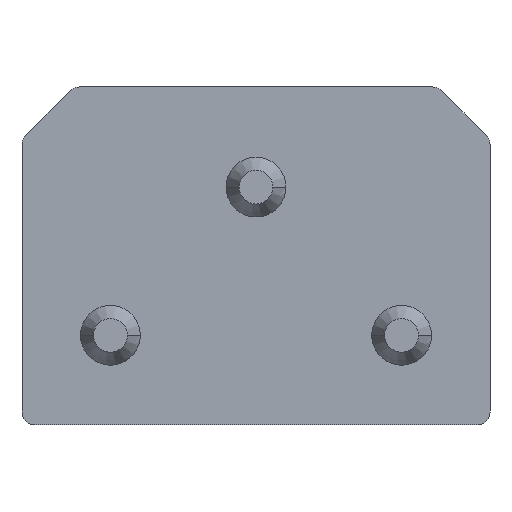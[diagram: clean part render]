
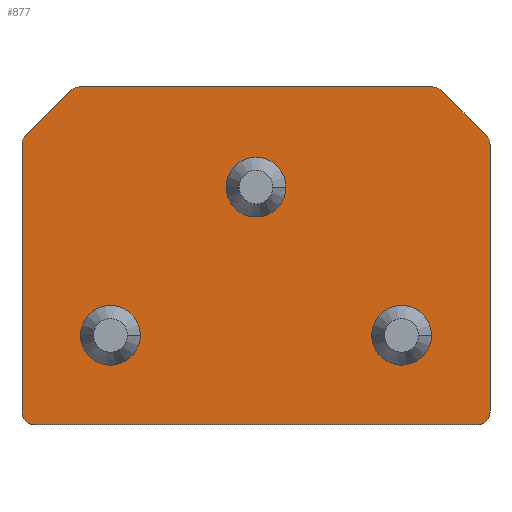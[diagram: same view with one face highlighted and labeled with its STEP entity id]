
A CAD part, front view. The second image highlights one B-rep face of the part: STEP entity #877.
In plain terms, the highlighted planar face has unit normal (0, -1, 0).
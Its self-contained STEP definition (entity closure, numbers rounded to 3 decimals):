
#5=DIRECTION('',(1.,0.,0.));
#6=VECTOR('',#5,17.);
#7=CARTESIAN_POINT('',(-8.5,-21.25,0.));
#8=LINE('',#7,#6);
#33=CARTESIAN_POINT('',(-5.6,-21.25,3.45));
#34=DIRECTION('',(0.,-1.,0.));
#35=DIRECTION('',(1.,0.,0.));
#36=AXIS2_PLACEMENT_3D('',#33,#34,#35);
#38=CARTESIAN_POINT('',(-5.6,-21.25,3.45));
#39=DIRECTION('',(0.,-1.,0.));
#40=DIRECTION('',(-1.,0.,0.));
#41=AXIS2_PLACEMENT_3D('',#38,#39,#40);
#43=CARTESIAN_POINT('',(5.6,-21.25,3.45));
#44=DIRECTION('',(0.,-1.,0.));
#45=DIRECTION('',(1.,0.,0.));
#46=AXIS2_PLACEMENT_3D('',#43,#44,#45);
#48=CARTESIAN_POINT('',(5.6,-21.25,3.45));
#49=DIRECTION('',(0.,-1.,0.));
#50=DIRECTION('',(-1.,0.,0.));
#51=AXIS2_PLACEMENT_3D('',#48,#49,#50);
#53=CARTESIAN_POINT('',(0.,-21.25,9.15));
#54=DIRECTION('',(0.,-1.,0.));
#55=DIRECTION('',(1.,0.,0.));
#56=AXIS2_PLACEMENT_3D('',#53,#54,#55);
#58=CARTESIAN_POINT('',(0.,-21.25,9.15));
#59=DIRECTION('',(0.,-1.,0.));
#60=DIRECTION('',(-1.,0.,0.));
#61=AXIS2_PLACEMENT_3D('',#58,#59,#60);
#63=CARTESIAN_POINT('',(-8.5,-21.25,0.5));
#64=DIRECTION('',(0.,-1.,0.));
#65=DIRECTION('',(-1.,0.,0.));
#66=AXIS2_PLACEMENT_3D('',#63,#64,#65);
#68=DIRECTION('',(0.,0.,1.));
#69=VECTOR('',#68,10.293);
#70=CARTESIAN_POINT('',(-9.,-21.25,0.5));
#71=LINE('',#70,#69);
#72=CARTESIAN_POINT('',(-8.5,-21.25,10.793));
#73=DIRECTION('',(0.,-1.,0.));
#74=DIRECTION('',(-0.707,0.,0.707));
#75=AXIS2_PLACEMENT_3D('',#72,#73,#74);
#77=DIRECTION('',(-0.707,0.,-0.707));
#78=VECTOR('',#77,2.414);
#79=CARTESIAN_POINT('',(-7.146,-21.25,12.854));
#80=LINE('',#79,#78);
#81=CARTESIAN_POINT('',(-6.793,-21.25,12.5));
#82=DIRECTION('',(0.,-1.,0.));
#83=DIRECTION('',(0.,0.,1.));
#84=AXIS2_PLACEMENT_3D('',#81,#82,#83);
#86=CARTESIAN_POINT('',(6.793,-21.25,12.5));
#87=DIRECTION('',(0.,-1.,0.));
#88=DIRECTION('',(0.707,0.,0.707));
#89=AXIS2_PLACEMENT_3D('',#86,#87,#88);
#91=DIRECTION('',(-0.707,0.,0.707));
#92=VECTOR('',#91,2.414);
#93=CARTESIAN_POINT('',(8.854,-21.25,11.146));
#94=LINE('',#93,#92);
#95=CARTESIAN_POINT('',(8.5,-21.25,10.793));
#96=DIRECTION('',(0.,-1.,0.));
#97=DIRECTION('',(1.,0.,0.));
#98=AXIS2_PLACEMENT_3D('',#95,#96,#97);
#100=CARTESIAN_POINT('',(8.5,-21.25,0.5));
#101=DIRECTION('',(0.,-1.,0.));
#102=DIRECTION('',(0.,0.,-1.));
#103=AXIS2_PLACEMENT_3D('',#100,#101,#102);
#479=DIRECTION('',(1.,0.,0.));
#480=VECTOR('',#479,13.586);
#481=CARTESIAN_POINT('',(-6.793,-21.25,13.));
#482=LINE('',#481,#480);
#611=DIRECTION('',(0.,0.,1.));
#612=VECTOR('',#611,10.293);
#613=CARTESIAN_POINT('',(9.,-21.25,0.5));
#614=LINE('',#613,#612);
#655=CARTESIAN_POINT('',(-4.45,-21.25,3.45));
#656=CARTESIAN_POINT('',(-6.75,-21.25,3.45));
#657=VERTEX_POINT('',#655);
#658=VERTEX_POINT('',#656);
#659=CARTESIAN_POINT('',(6.75,-21.25,3.45));
#660=CARTESIAN_POINT('',(4.45,-21.25,3.45));
#661=VERTEX_POINT('',#659);
#662=VERTEX_POINT('',#660);
#663=CARTESIAN_POINT('',(1.15,-21.25,9.15));
#664=CARTESIAN_POINT('',(-1.15,-21.25,9.15));
#665=VERTEX_POINT('',#663);
#666=VERTEX_POINT('',#664);
#715=CARTESIAN_POINT('',(-9.,-21.25,0.5));
#716=CARTESIAN_POINT('',(-8.5,-21.25,0.));
#717=VERTEX_POINT('',#715);
#718=VERTEX_POINT('',#716);
#733=CARTESIAN_POINT('',(-8.854,-21.25,11.146));
#734=CARTESIAN_POINT('',(-9.,-21.25,10.793));
#735=VERTEX_POINT('',#733);
#736=VERTEX_POINT('',#734);
#741=CARTESIAN_POINT('',(-6.793,-21.25,13.));
#742=CARTESIAN_POINT('',(-7.146,-21.25,12.854));
#743=VERTEX_POINT('',#741);
#744=VERTEX_POINT('',#742);
#745=CARTESIAN_POINT('',(8.5,-21.25,0.));
#746=CARTESIAN_POINT('',(9.,-21.25,0.5));
#747=VERTEX_POINT('',#745);
#748=VERTEX_POINT('',#746);
#753=CARTESIAN_POINT('',(9.,-21.25,10.793));
#754=CARTESIAN_POINT('',(8.854,-21.25,11.146));
#755=VERTEX_POINT('',#753);
#756=VERTEX_POINT('',#754);
#769=CARTESIAN_POINT('',(7.146,-21.25,12.854));
#770=CARTESIAN_POINT('',(6.793,-21.25,13.));
#771=VERTEX_POINT('',#769);
#772=VERTEX_POINT('',#770);
#830=CARTESIAN_POINT('',(-9.,-21.25,0.));
#831=DIRECTION('',(0.,-1.,0.));
#832=DIRECTION('',(1.,0.,0.));
#833=AXIS2_PLACEMENT_3D('',#830,#831,#832);
#834=PLANE('',#833);
#835=ORIENTED_EDGE('',*,*,#820,.F.);
#837=ORIENTED_EDGE('',*,*,#836,.T.);
#839=ORIENTED_EDGE('',*,*,#838,.F.);
#841=ORIENTED_EDGE('',*,*,#840,.F.);
#843=ORIENTED_EDGE('',*,*,#842,.F.);
#845=ORIENTED_EDGE('',*,*,#844,.T.);
#847=ORIENTED_EDGE('',*,*,#846,.F.);
#849=ORIENTED_EDGE('',*,*,#848,.F.);
#851=ORIENTED_EDGE('',*,*,#850,.F.);
#853=ORIENTED_EDGE('',*,*,#852,.F.);
#855=ORIENTED_EDGE('',*,*,#854,.F.);
#856=ORIENTED_EDGE('',*,*,#790,.F.);
#857=EDGE_LOOP('',(#835,#837,#839,#841,#843,#845,#847,#849,#851,#853,#855,
#856));
#858=FACE_OUTER_BOUND('',#857,.F.);
#860=ORIENTED_EDGE('',*,*,#859,.T.);
#862=ORIENTED_EDGE('',*,*,#861,.T.);
#863=EDGE_LOOP('',(#860,#862));
#864=FACE_BOUND('',#863,.F.);
#866=ORIENTED_EDGE('',*,*,#865,.T.);
#868=ORIENTED_EDGE('',*,*,#867,.T.);
#869=EDGE_LOOP('',(#866,#868));
#870=FACE_BOUND('',#869,.F.);
#872=ORIENTED_EDGE('',*,*,#871,.T.);
#874=ORIENTED_EDGE('',*,*,#873,.T.);
#875=EDGE_LOOP('',(#872,#874));
#876=FACE_BOUND('',#875,.F.);
#37=CIRCLE('',#36,1.15);
#42=CIRCLE('',#41,1.15);
#47=CIRCLE('',#46,1.15);
#52=CIRCLE('',#51,1.15);
#57=CIRCLE('',#56,1.15);
#62=CIRCLE('',#61,1.15);
#67=CIRCLE('',#66,0.5);
#76=CIRCLE('',#75,0.5);
#85=CIRCLE('',#84,0.5);
#90=CIRCLE('',#89,0.5);
#99=CIRCLE('',#98,0.5);
#104=CIRCLE('',#103,0.5);
#790=EDGE_CURVE('',#718,#747,#8,.T.);
#820=EDGE_CURVE('',#717,#718,#67,.T.);
#836=EDGE_CURVE('',#717,#736,#71,.T.);
#838=EDGE_CURVE('',#735,#736,#76,.T.);
#840=EDGE_CURVE('',#744,#735,#80,.T.);
#842=EDGE_CURVE('',#743,#744,#85,.T.);
#844=EDGE_CURVE('',#743,#772,#482,.T.);
#846=EDGE_CURVE('',#771,#772,#90,.T.);
#848=EDGE_CURVE('',#756,#771,#94,.T.);
#850=EDGE_CURVE('',#755,#756,#99,.T.);
#852=EDGE_CURVE('',#748,#755,#614,.T.);
#854=EDGE_CURVE('',#747,#748,#104,.T.);
#859=EDGE_CURVE('',#661,#662,#47,.T.);
#861=EDGE_CURVE('',#662,#661,#52,.T.);
#865=EDGE_CURVE('',#665,#666,#57,.T.);
#867=EDGE_CURVE('',#666,#665,#62,.T.);
#871=EDGE_CURVE('',#657,#658,#37,.T.);
#873=EDGE_CURVE('',#658,#657,#42,.T.);
#877=ADVANCED_FACE('',(#858,#864,#870,#876),#834,.T.);
